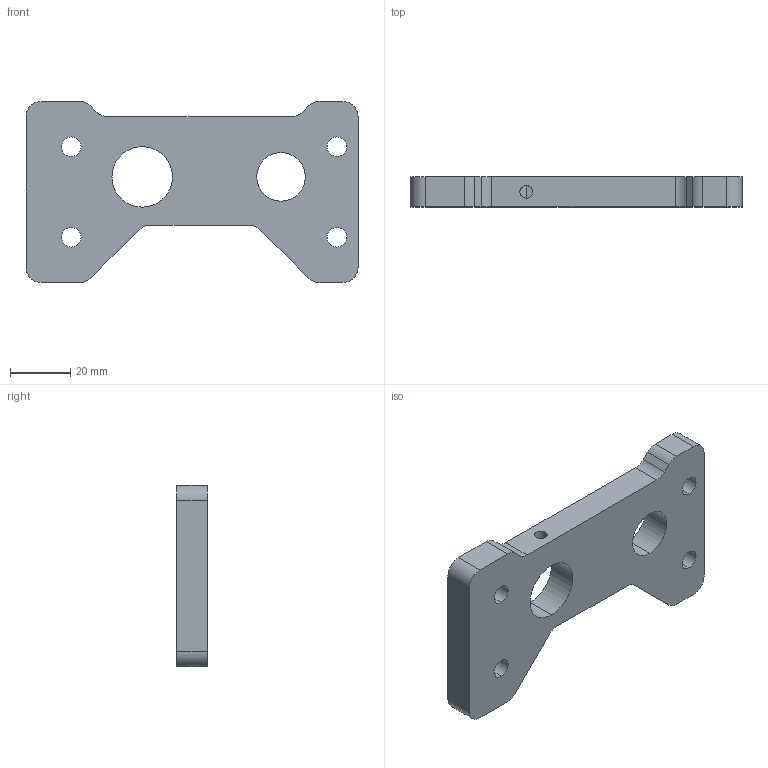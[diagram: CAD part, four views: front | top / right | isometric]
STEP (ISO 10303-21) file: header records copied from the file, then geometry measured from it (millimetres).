
FILE_DESCRIPTION (( 'STEP AP203' ), '1' );
FILE_NAME ('嫖粣釱_Z1_4璃.STEP', '2025-01-10T07:48:01', ( 'Leo' ), ( '' ), 'SwSTEP 2.0', 'SolidWorks 2022', '' );
FILE_SCHEMA (( 'CONFIG_CONTROL_DESIGN' ));
Length unit declared in the file: millimetre
Products named in the file (1): 光轴座_Z1_4件
Bounding box: 110 x 10 x 60 mm (x, y, z)
Volume: 43221.4 mm3; surface area: 15088 mm2
Topology: 1 solids, 1 shells, 58 faces, 155 edges, 101 vertices
Faces by surface type: cylinder 36, plane 18, cone 4
Entity records: 1980 total; most frequent: CARTESIAN_POINT 371, DIRECTION 339, ORIENTED_EDGE 306, EDGE_CURVE 153, AXIS2_PLACEMENT_3D 131, VERTEX_POINT 101, LINE 77, VECTOR 77
